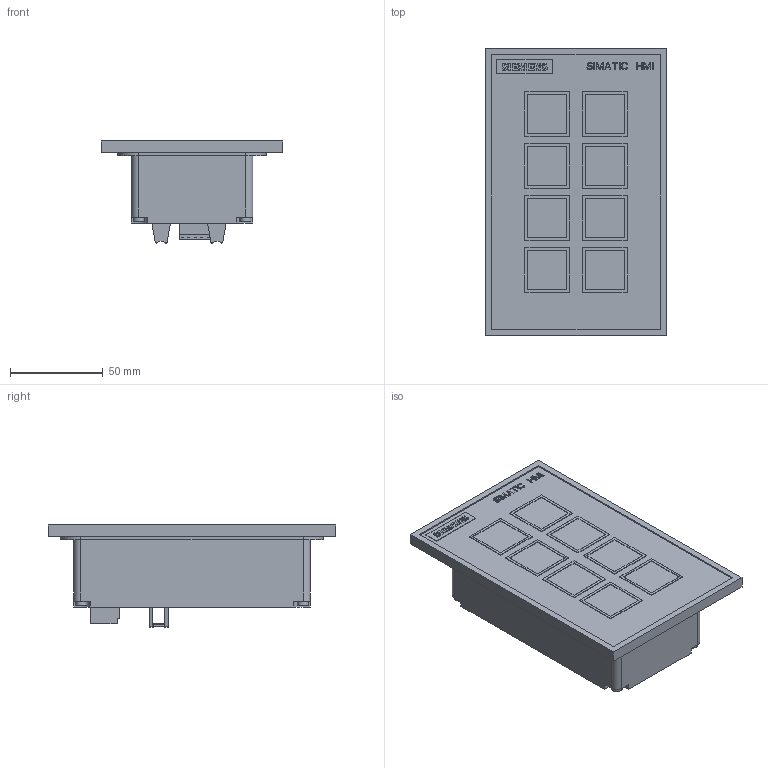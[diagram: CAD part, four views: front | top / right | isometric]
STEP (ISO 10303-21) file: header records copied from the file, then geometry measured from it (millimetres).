
FILE_DESCRIPTION(/* description */ (''),/* implementation_level */ '2;1');
FILE_NAME(/* name */ '6AV3688-3AY36-0AX0_3d.stp',/* time_stamp */ '2024-07-08T16:50:07+02:00',/* author */ (''),/* organization */ (''),/* preprocessor_version */ 'ST-DEVELOPER v18.102',/* originating_system */ 'SIEMENS PLM Software NX 2023',/* authorisation */ '');
FILE_SCHEMA (('AUTOMOTIVE_DESIGN { 1 0 10303 214 3 1 1 1 }'));
Products named in the file (4): A5E30212600A_RS-AA_002_1-labeling-box; A5E30224359A_RS-AA_002_1-labeling-front; A5E30212602A_RS-AA_002_1-box; A5E30212604A_RS-AA_002_3-CAx_6AV36883AY360AX0
Assembly tree (3 placements, depth 2):
  A5E30212604A_RS-AA_002_3-CAx_6AV36883AY360AX0
    A5E30212602A_RS-AA_002_1-box
    A5E30224359A_RS-AA_002_1-labeling-front
    A5E30212600A_RS-AA_002_1-labeling-box
Bounding box: 98 x 155 x 54.97 mm (x, y, z)
Volume: 405725.8 mm3; surface area: 69827.2 mm2
Topology: 130 solids, 130 shells, 1674 faces, 4038 edges, 2692 vertices
Faces by surface type: plane 1381, extrusion 193, cylinder 100
Full cylindrical faces by diameter (mm): 1.45 x12, 2.48 x12, 6 x4
Entity records: 73291 total; most frequent: CARTESIAN_POINT 22027, ORIENTED_EDGE 8020, DIRECTION 7023, EDGE_CURVE 4010, VECTOR 3605, LINE 3412, VERTEX_POINT 2692, EDGE_LOOP 1846
